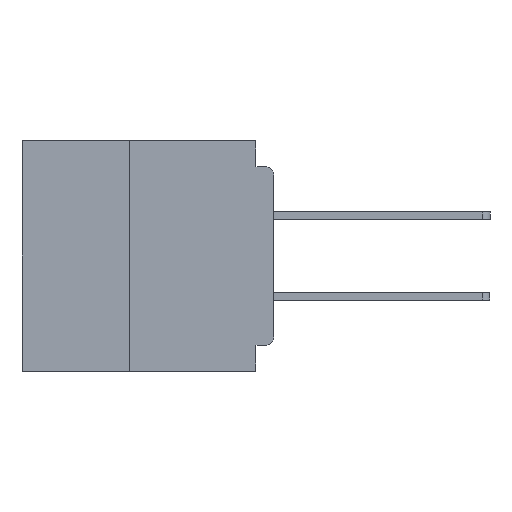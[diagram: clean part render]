
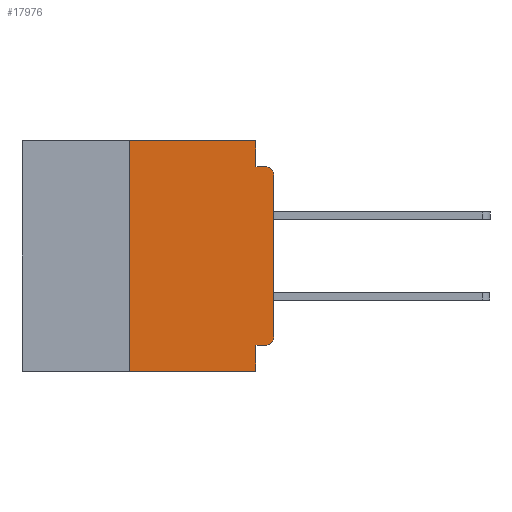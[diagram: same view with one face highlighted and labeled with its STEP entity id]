
A CAD part, left-side view. The second image highlights one B-rep face of the part: STEP entity #17976.
In plain terms, the highlighted planar face has unit normal (-1, 0, 0).
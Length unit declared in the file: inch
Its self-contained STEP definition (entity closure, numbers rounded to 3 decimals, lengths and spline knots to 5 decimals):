
#147 = VERTEX_POINT ( 'NONE', #40961 ) ;
#525 = CARTESIAN_POINT ( 'NONE',  ( 0., 0.015, -0.355 ) ) ;
#699 = DIRECTION ( 'NONE',  ( 0., 1., 0. ) ) ;
#834 = EDGE_CURVE ( 'NONE', #48071, #16133, #51213, .T. ) ;
#870 = CARTESIAN_POINT ( 'NONE',  ( 0., 0., -0.045 ) ) ;
#933 = FACE_OUTER_BOUND ( 'NONE', #14781, .T. ) ;
#1547 = LINE ( 'NONE', #10966, #22968 ) ;
#1575 = CARTESIAN_POINT ( 'NONE',  ( 0., 0., -0.355 ) ) ;
#2328 = ORIENTED_EDGE ( 'NONE', *, *, #29970, .F. ) ;
#2373 = EDGE_CURVE ( 'NONE', #44619, #41698, #10957, .T. ) ;
#2400 = DIRECTION ( 'NONE',  ( 0., 0., -1. ) ) ;
#2798 = DIRECTION ( 'NONE',  ( 0., -1., 0. ) ) ;
#3106 = LINE ( 'NONE', #12530, #43412 ) ;
#3129 = VERTEX_POINT ( 'NONE', #30184 ) ;
#3188 = ORIENTED_EDGE ( 'NONE', *, *, #7113, .F. ) ;
#4372 = DIRECTION ( 'NONE',  ( -1., 0., 0. ) ) ;
#6229 = CARTESIAN_POINT ( 'NONE',  ( 0., 0.437, 0. ) ) ;
#6618 = ORIENTED_EDGE ( 'NONE', *, *, #21119, .T. ) ;
#7113 = EDGE_CURVE ( 'NONE', #10623, #15280, #10557, .T. ) ;
#7642 = CARTESIAN_POINT ( 'NONE',  ( 0., 0.015, -0.06 ) ) ;
#8657 = EDGE_CURVE ( 'NONE', #3129, #147, #11710, .T. ) ;
#8723 = CARTESIAN_POINT ( 'NONE',  ( 0., 0.25, 0. ) ) ;
#9757 = ORIENTED_EDGE ( 'NONE', *, *, #41509, .T. ) ;
#10288 = DIRECTION ( 'NONE',  ( 1., 0., 0. ) ) ;
#10557 = LINE ( 'NONE', #18812, #50698 ) ;
#10623 = VERTEX_POINT ( 'NONE', #8723 ) ;
#10632 = CARTESIAN_POINT ( 'NONE',  ( 0., 0., 0. ) ) ;
#10728 = ORIENTED_EDGE ( 'NONE', *, *, #10871, .F. ) ;
#10871 = EDGE_CURVE ( 'NONE', #3129, #10623, #3106, .T. ) ;
#10957 = LINE ( 'NONE', #870, #32363 ) ;
#10966 = CARTESIAN_POINT ( 'NONE',  ( 0., 0.031, 0. ) ) ;
#11657 = DIRECTION ( 'NONE',  ( 0., 0., -1. ) ) ;
#11710 = LINE ( 'NONE', #16226, #22446 ) ;
#12530 = CARTESIAN_POINT ( 'NONE',  ( 0., 0.25, -0.4 ) ) ;
#12796 = ORIENTED_EDGE ( 'NONE', *, *, #8657, .T. ) ;
#14346 = CARTESIAN_POINT ( 'NONE',  ( 0., 0.031, -0.4 ) ) ;
#14781 = EDGE_LOOP ( 'NONE', ( #6618, #9757, #23770, #2328, #3188, #10728, #12796, #15575, #15838, #35991 ) ) ;
#15280 = VERTEX_POINT ( 'NONE', #34858 ) ;
#15575 = ORIENTED_EDGE ( 'NONE', *, *, #40760, .F. ) ;
#15838 = ORIENTED_EDGE ( 'NONE', *, *, #834, .F. ) ;
#16133 = VERTEX_POINT ( 'NONE', #48704 ) ;
#16226 = CARTESIAN_POINT ( 'NONE',  ( 0., 0.437, -0.4 ) ) ;
#16565 = DIRECTION ( 'NONE',  ( 0., 0., 1. ) ) ;
#17976 = ADVANCED_FACE ( 'NONE', ( #933 ), #30326, .F. ) ;
#18812 = CARTESIAN_POINT ( 'NONE',  ( 0., 0.437, 0. ) ) ;
#20177 = LINE ( 'NONE', #10632, #29601 ) ;
#21119 = EDGE_CURVE ( 'NONE', #37008, #32254, #20177, .T. ) ;
#22000 = EDGE_CURVE ( 'NONE', #48071, #37008, #43899, .T. ) ;
#22261 = CARTESIAN_POINT ( 'NONE',  ( 0., 0., -0.34 ) ) ;
#22446 = VECTOR ( 'NONE', #48356, 39.37008 ) ;
#22968 = VECTOR ( 'NONE', #31017, 39.37008 ) ;
#23770 = ORIENTED_EDGE ( 'NONE', *, *, #2373, .F. ) ;
#28460 = CARTESIAN_POINT ( 'NONE',  ( 0., 0.015, -0.34 ) ) ;
#28986 = DIRECTION ( 'NONE',  ( 0., -1., 0. ) ) ;
#29601 = VECTOR ( 'NONE', #50766, 39.37008 ) ;
#29917 = VECTOR ( 'NONE', #699, 39.37008 ) ;
#29970 = EDGE_CURVE ( 'NONE', #15280, #44619, #1547, .T. ) ;
#30184 = CARTESIAN_POINT ( 'NONE',  ( 0., 0.25, -0.4 ) ) ;
#30326 = PLANE ( 'NONE',  #47578 ) ;
#31017 = DIRECTION ( 'NONE',  ( 0., 0., -1. ) ) ;
#32254 = VERTEX_POINT ( 'NONE', #47004 ) ;
#32363 = VECTOR ( 'NONE', #28986, 39.37008 ) ;
#32549 = DIRECTION ( 'NONE',  ( 0., 0., -1. ) ) ;
#34858 = CARTESIAN_POINT ( 'NONE',  ( 0., 0.031, 0. ) ) ;
#35797 = DIRECTION ( 'NONE',  ( -1., 0., 0. ) ) ;
#35991 = ORIENTED_EDGE ( 'NONE', *, *, #22000, .T. ) ;
#37008 = VERTEX_POINT ( 'NONE', #22261 ) ;
#37738 = CIRCLE ( 'NONE', #42423, 0.015 ) ;
#38298 = CARTESIAN_POINT ( 'NONE',  ( 0., 0.031, -0.045 ) ) ;
#38440 = DIRECTION ( 'NONE',  ( 0., 0., -1. ) ) ;
#39678 = LINE ( 'NONE', #14346, #51521 ) ;
#40760 = EDGE_CURVE ( 'NONE', #16133, #147, #39678, .T. ) ;
#40961 = CARTESIAN_POINT ( 'NONE',  ( 0., 0.031, -0.4 ) ) ;
#41509 = EDGE_CURVE ( 'NONE', #32254, #41698, #37738, .T. ) ;
#41698 = VERTEX_POINT ( 'NONE', #48829 ) ;
#42423 = AXIS2_PLACEMENT_3D ( 'NONE', #7642, #35797, #11657 ) ;
#43412 = VECTOR ( 'NONE', #16565, 39.37008 ) ;
#43899 = CIRCLE ( 'NONE', #48019, 0.015 ) ;
#44619 = VERTEX_POINT ( 'NONE', #38298 ) ;
#47004 = CARTESIAN_POINT ( 'NONE',  ( 0., 0., -0.06 ) ) ;
#47578 = AXIS2_PLACEMENT_3D ( 'NONE', #6229, #10288, #38440 ) ;
#48019 = AXIS2_PLACEMENT_3D ( 'NONE', #28460, #4372, #32549 ) ;
#48071 = VERTEX_POINT ( 'NONE', #525 ) ;
#48356 = DIRECTION ( 'NONE',  ( 0., -1., 0. ) ) ;
#48704 = CARTESIAN_POINT ( 'NONE',  ( 0., 0.031, -0.355 ) ) ;
#48829 = CARTESIAN_POINT ( 'NONE',  ( 0., 0.015, -0.045 ) ) ;
#50698 = VECTOR ( 'NONE', #2798, 39.37008 ) ;
#50766 = DIRECTION ( 'NONE',  ( 0., 0., 1. ) ) ;
#51213 = LINE ( 'NONE', #1575, #29917 ) ;
#51521 = VECTOR ( 'NONE', #2400, 39.37008 ) ;
